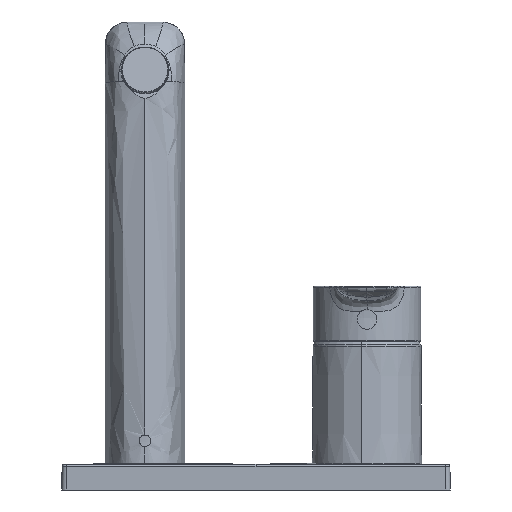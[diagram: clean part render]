
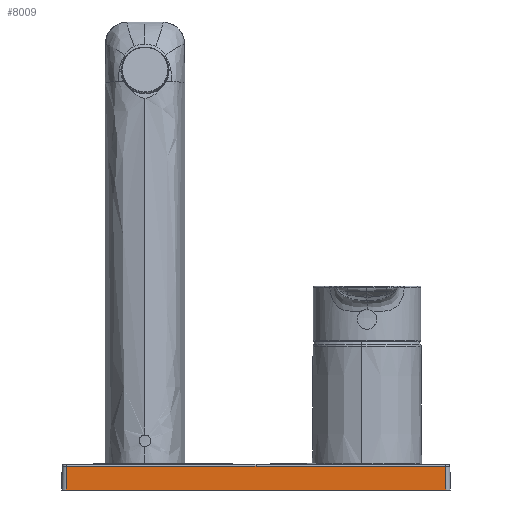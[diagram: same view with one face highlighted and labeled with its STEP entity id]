
A CAD part, front view. The second image highlights one B-rep face of the part: STEP entity #8009.
In plain terms, the highlighted planar face has unit normal (0, -1, 0.018).
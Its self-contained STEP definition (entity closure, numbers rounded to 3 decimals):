
#400 = B_SPLINE_CURVE_WITH_KNOTS ( 'NONE', 2,
 ( #5822, #5787, #3514 ),
 .UNSPECIFIED., .F., .F.,
 ( 3, 3 ),
 ( 0., 1. ),
 .UNSPECIFIED. ) ;
#995 = EDGE_CURVE ( 'NONE', #3520, #5540, #8526, .T. ) ;
#1496 = EDGE_CURVE ( 'NONE', #3263, #2876, #6282, .T. ) ;
#1553 = DIRECTION ( 'NONE',  ( 0., 1., -0.017 ) ) ;
#1586 = ORIENTED_EDGE ( 'NONE', *, *, #1496, .F. ) ;
#1827 = LINE ( 'NONE', #5258, #9220 ) ;
#1892 = CARTESIAN_POINT ( 'NONE',  ( -135.315, -37.315, 10.619 ) ) ;
#2366 = CARTESIAN_POINT ( 'NONE',  ( -137.5, -37.5, 0. ) ) ;
#2768 = AXIS2_PLACEMENT_3D ( 'NONE', #2366, #1553, #4631 ) ;
#2876 = VERTEX_POINT ( 'NONE', #2887 ) ;
#2887 = CARTESIAN_POINT ( 'NONE',  ( 35.5, -37.5, 0. ) ) ;
#3263 = VERTEX_POINT ( 'NONE', #3776 ) ;
#3509 = ORIENTED_EDGE ( 'NONE', *, *, #5342, .F. ) ;
#3514 = CARTESIAN_POINT ( 'NONE',  ( 35.315, -37.315, 10.619 ) ) ;
#3520 = VERTEX_POINT ( 'NONE', #5862 ) ;
#3776 = CARTESIAN_POINT ( 'NONE',  ( 35.315, -37.315, 10.619 ) ) ;
#3829 = DIRECTION ( 'NONE',  ( -1., 0., 0. ) ) ;
#4307 = CARTESIAN_POINT ( 'NONE',  ( -135.315, -37.315, 10.619 ) ) ;
#4335 = EDGE_CURVE ( 'NONE', #2876, #3520, #1827, .T. ) ;
#4631 = DIRECTION ( 'NONE',  ( 0., -0.017, -1. ) ) ;
#4843 = ORIENTED_EDGE ( 'NONE', *, *, #4335, .F. ) ;
#5204 = DIRECTION ( 'NONE',  ( 0.017, 0.017, 1. ) ) ;
#5258 = CARTESIAN_POINT ( 'NONE',  ( -50., -37.5, 0. ) ) ;
#5321 = CARTESIAN_POINT ( 'NONE',  ( 35.408, -37.407, 5.309 ) ) ;
#5342 = EDGE_CURVE ( 'NONE', #7712, #3263, #400, .T. ) ;
#5540 = VERTEX_POINT ( 'NONE', #4307 ) ;
#5787 = CARTESIAN_POINT ( 'NONE',  ( -7.343, -37.314, 10.642 ) ) ;
#5822 = CARTESIAN_POINT ( 'NONE',  ( -50., -37.314, 10.642 ) ) ;
#5862 = CARTESIAN_POINT ( 'NONE',  ( -135.5, -37.5, 0. ) ) ;
#6028 = PLANE ( 'NONE',  #2768 ) ;
#6084 = DIRECTION ( 'NONE',  ( 0.017, -0.017, -1. ) ) ;
#6282 = LINE ( 'NONE', #5321, #6637 ) ;
#6637 = VECTOR ( 'NONE', #6084, 1000. ) ;
#6762 = CARTESIAN_POINT ( 'NONE',  ( -135.408, -37.407, 5.309 ) ) ;
#7064 = CARTESIAN_POINT ( 'NONE',  ( -50., -37.314, 10.642 ) ) ;
#7101 = VECTOR ( 'NONE', #5204, 1000. ) ;
#7539 = FACE_OUTER_BOUND ( 'NONE', #9375, .T. ) ;
#7712 = VERTEX_POINT ( 'NONE', #8062 ) ;
#8009 = ADVANCED_FACE ( 'NONE', ( #7539 ), #6028, .F. ) ;
#8062 = CARTESIAN_POINT ( 'NONE',  ( -50., -37.314, 10.642 ) ) ;
#8526 = LINE ( 'NONE', #6762, #7101 ) ;
#8648 = EDGE_CURVE ( 'NONE', #5540, #7712, #8860, .T. ) ;
#8798 = ORIENTED_EDGE ( 'NONE', *, *, #995, .F. ) ;
#8860 = B_SPLINE_CURVE_WITH_KNOTS ( 'NONE', 2,
 ( #1892, #9397, #7064 ),
 .UNSPECIFIED., .F., .F.,
 ( 3, 3 ),
 ( 0., 1. ),
 .UNSPECIFIED. ) ;
#9220 = VECTOR ( 'NONE', #3829, 1000. ) ;
#9375 = EDGE_LOOP ( 'NONE', ( #8798, #4843, #1586, #3509, #9572 ) ) ;
#9397 = CARTESIAN_POINT ( 'NONE',  ( -92.657, -37.314, 10.642 ) ) ;
#9572 = ORIENTED_EDGE ( 'NONE', *, *, #8648, .F. ) ;
